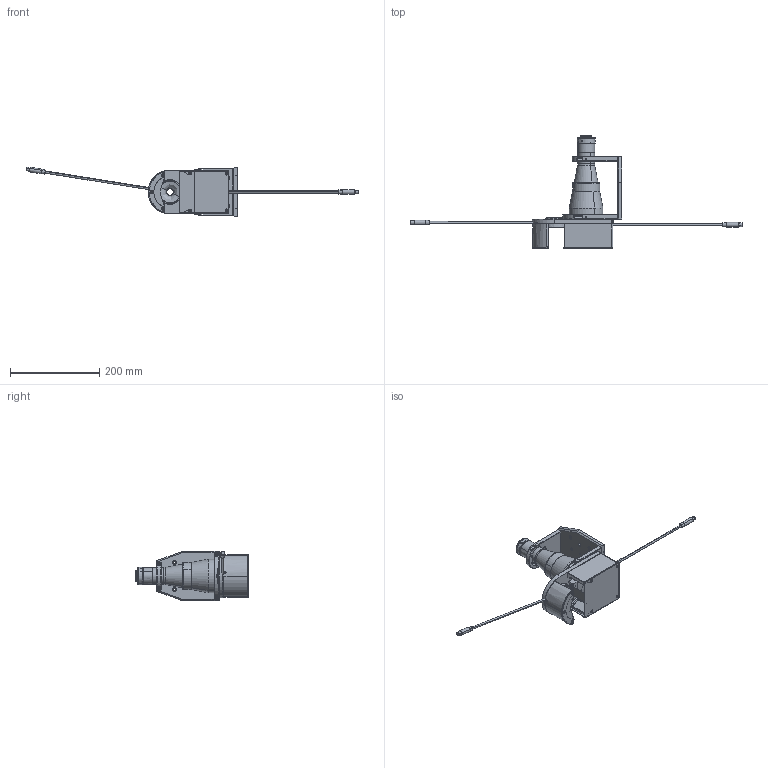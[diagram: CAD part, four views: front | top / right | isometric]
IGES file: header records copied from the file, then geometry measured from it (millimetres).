
Start section: SolidWorks IGES file using analytic representation for surfaces
Global section: file name: DP30062_TCCAGE23048HP.igs; native system: SolidWorks 2020; preprocessor: SolidWorks 2020; author: andreava; date: 200626.163551; units: millimetre
Bounding box: 744.77 x 252.03 x 111.06 mm (x, y, z)
Surface area: 246226.3 mm2 (no closed solid volume)
Topology: 0 solids, 0 shells, 724 faces, 12934 edges, 12920 vertices
Faces by surface type: bspline 391, revolution 333
